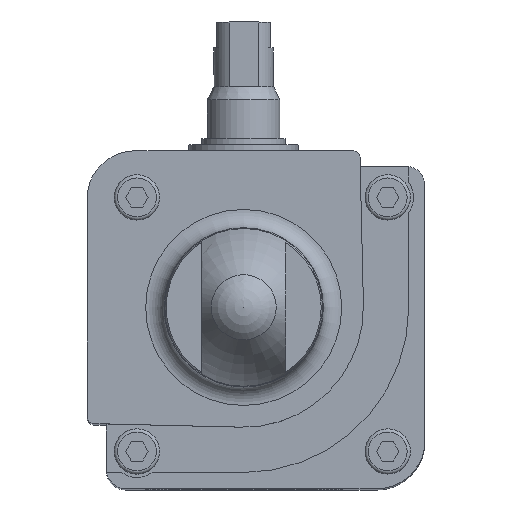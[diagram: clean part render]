
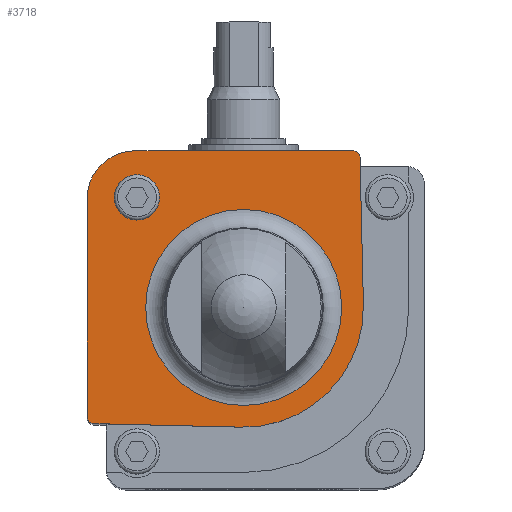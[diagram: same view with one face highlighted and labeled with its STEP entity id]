
A CAD part, top view. The second image highlights one B-rep face of the part: STEP entity #3718.
In plain terms, the highlighted planar face has unit normal (0, 0, 1).
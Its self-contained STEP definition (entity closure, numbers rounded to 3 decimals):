
#123=PLANE('',#4039);
#303=LINE('',#5796,#629);
#308=LINE('',#5809,#634);
#312=LINE('',#5840,#638);
#316=LINE('',#5849,#642);
#317=LINE('',#5854,#643);
#318=LINE('',#5858,#644);
#629=VECTOR('',#4537,1000.);
#634=VECTOR('',#4550,1000.);
#638=VECTOR('',#4584,1000.);
#642=VECTOR('',#4596,1000.);
#643=VECTOR('',#4603,1000.);
#644=VECTOR('',#4606,1000.);
#1069=ORIENTED_EDGE('',*,*,#2030,.T.);
#1070=ORIENTED_EDGE('',*,*,#2031,.F.);
#1071=ORIENTED_EDGE('',*,*,#2032,.T.);
#1072=ORIENTED_EDGE('',*,*,#2033,.F.);
#1073=ORIENTED_EDGE('',*,*,#2021,.T.);
#1074=ORIENTED_EDGE('',*,*,#1981,.T.);
#1075=ORIENTED_EDGE('',*,*,#2028,.T.);
#1076=ORIENTED_EDGE('',*,*,#1975,.T.);
#1077=ORIENTED_EDGE('',*,*,#1999,.T.);
#1078=ORIENTED_EDGE('',*,*,#2002,.T.);
#1079=ORIENTED_EDGE('',*,*,#2006,.T.);
#1080=ORIENTED_EDGE('',*,*,#2034,.T.);
#1975=EDGE_CURVE('',#2463,#2462,#2797,.T.);
#1981=EDGE_CURVE('',#2469,#2468,#2798,.T.);
#1999=EDGE_CURVE('',#2462,#2485,#303,.T.);
#2002=EDGE_CURVE('',#2485,#2487,#2809,.T.);
#2006=EDGE_CURVE('',#2487,#2489,#308,.T.);
#2021=EDGE_CURVE('',#2502,#2469,#312,.T.);
#2028=EDGE_CURVE('',#2468,#2463,#316,.T.);
#2030=EDGE_CURVE('',#2503,#2503,#2825,.T.);
#2031=EDGE_CURVE('',#2504,#2489,#317,.T.);
#2032=EDGE_CURVE('',#2504,#2505,#2826,.T.);
#2033=EDGE_CURVE('',#2502,#2505,#318,.T.);
#2034=EDGE_CURVE('',#2506,#2506,#2827,.T.);
#2462=VERTEX_POINT('',#5676);
#2463=VERTEX_POINT('',#5678);
#2468=VERTEX_POINT('',#5701);
#2469=VERTEX_POINT('',#5703);
#2485=VERTEX_POINT('',#5795);
#2487=VERTEX_POINT('',#5801);
#2489=VERTEX_POINT('',#5808);
#2502=VERTEX_POINT('',#5841);
#2503=VERTEX_POINT('',#5853);
#2504=VERTEX_POINT('',#5855);
#2505=VERTEX_POINT('',#5857);
#2506=VERTEX_POINT('',#5860);
#2797=CIRCLE('',#4000,7.4);
#2798=CIRCLE('',#4002,1.2);
#2809=CIRCLE('',#4017,1.2);
#2825=CIRCLE('',#4040,3.5);
#2826=CIRCLE('',#4041,18.5);
#2827=CIRCLE('',#4042,15.147);
#2986=EDGE_LOOP('',(#1069));
#2987=EDGE_LOOP('',(#1070,#1071,#1072,#1073,#1074,#1075,#1076,#1077,#1078,
#1079));
#2988=EDGE_LOOP('',(#1080));
#3328=FACE_BOUND('',#2986,.T.);
#3329=FACE_BOUND('',#2987,.T.);
#3330=FACE_BOUND('',#2988,.T.);
#3718=ADVANCED_FACE('',(#3328,#3329,#3330),#123,.T.);
#4000=AXIS2_PLACEMENT_3D('',#5677,#4500,#4501);
#4002=AXIS2_PLACEMENT_3D('',#5702,#4507,#4508);
#4017=AXIS2_PLACEMENT_3D('',#5802,#4543,#4544);
#4039=AXIS2_PLACEMENT_3D('',#5851,#4599,#4600);
#4040=AXIS2_PLACEMENT_3D('',#5852,#4601,#4602);
#4041=AXIS2_PLACEMENT_3D('',#5856,#4604,#4605);
#4042=AXIS2_PLACEMENT_3D('',#5859,#4607,#4608);
#4500=DIRECTION('',(0.,0.,1.));
#4501=DIRECTION('',(1.,0.,0.));
#4507=DIRECTION('',(0.,0.,1.));
#4508=DIRECTION('',(1.,0.,0.));
#4537=DIRECTION('',(0.,-1.,0.));
#4543=DIRECTION('',(0.,0.,1.));
#4544=DIRECTION('',(1.,0.,0.));
#4550=DIRECTION('',(1.,0.,0.));
#4584=DIRECTION('',(0.,1.,0.));
#4596=DIRECTION('',(-1.,0.,0.));
#4599=DIRECTION('',(0.,0.,1.));
#4600=DIRECTION('',(1.,0.,0.));
#4601=DIRECTION('',(0.,0.,-1.));
#4602=DIRECTION('',(-1.,0.,0.));
#4603=DIRECTION('',(-1.,0.024,0.));
#4604=DIRECTION('',(0.,0.,1.));
#4605=DIRECTION('',(1.,0.,0.));
#4606=DIRECTION('',(0.023,-1.,0.));
#4607=DIRECTION('',(0.,0.,-1.));
#4608=DIRECTION('',(-1.,0.,0.));
#5676=CARTESIAN_POINT('',(-24.2,16.8,60.));
#5677=CARTESIAN_POINT('',(-16.8,16.8,60.));
#5678=CARTESIAN_POINT('',(-16.8,24.2,60.));
#5701=CARTESIAN_POINT('',(16.8,24.2,60.));
#5702=CARTESIAN_POINT('',(16.8,23.,60.));
#5703=CARTESIAN_POINT('',(18.,23.,60.));
#5795=CARTESIAN_POINT('',(-24.2,-16.8,60.));
#5796=CARTESIAN_POINT('',(-24.2,16.8,60.));
#5801=CARTESIAN_POINT('',(-23.,-18.,60.));
#5802=CARTESIAN_POINT('',(-23.,-16.8,60.));
#5808=CARTESIAN_POINT('',(-21.24,-18.,60.));
#5809=CARTESIAN_POINT('',(-23.,-18.,60.));
#5840=CARTESIAN_POINT('',(18.,21.83,60.));
#5841=CARTESIAN_POINT('',(18.,21.83,60.));
#5849=CARTESIAN_POINT('',(16.8,24.2,60.));
#5851=CARTESIAN_POINT('',(-23.,-16.8,60.));
#5852=CARTESIAN_POINT('',(-16.5,17.,60.));
#5853=CARTESIAN_POINT('',(-20.,17.,60.));
#5854=CARTESIAN_POINT('',(-0.44,-18.495,60.));
#5855=CARTESIAN_POINT('',(-0.44,-18.495,60.));
#5856=CARTESIAN_POINT('',(0.,0.,60.));
#5857=CARTESIAN_POINT('',(18.495,0.428,60.));
#5858=CARTESIAN_POINT('',(18.,21.83,60.));
#5859=CARTESIAN_POINT('',(0.,0.,60.));
#5860=CARTESIAN_POINT('',(-15.147,0.,60.));
